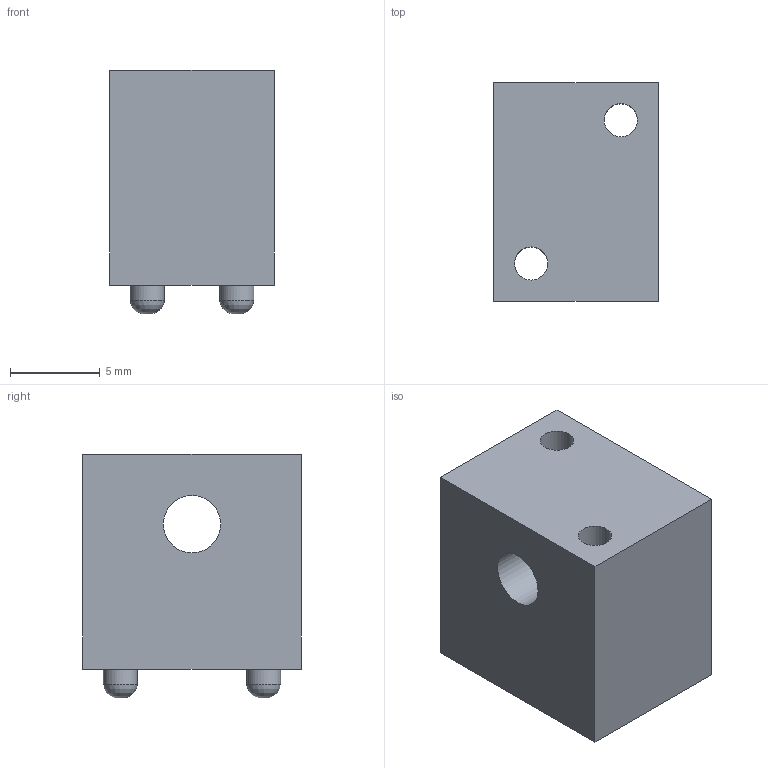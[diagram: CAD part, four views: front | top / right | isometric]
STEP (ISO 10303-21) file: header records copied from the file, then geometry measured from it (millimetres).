
FILE_DESCRIPTION(('Open CASCADE Model'),'2;1');
FILE_NAME('Open CASCADE Shape Model','2024-10-24T03:11:44',('Author'),( 'Open CASCADE'),'Open CASCADE STEP processor 7.7','Open CASCADE 7.7' ,'Unknown');
FILE_SCHEMA(('AUTOMOTIVE_DESIGN { 1 0 10303 214 1 1 1 1 }'));
Length unit declared in the file: millimetre
Products named in the file (1): COMPOUND
Bounding box: 9.2 x 12.2 x 13.6 mm (x, y, z)
Volume: 1216.2 mm3; surface area: 957.9 mm2
Topology: 1 solids, 1 shells, 15 faces, 31 edges, 20 vertices
Faces by surface type: plane 8, cylinder 5, revolution 2
Full cylindrical faces by diameter (mm): 1.85 x2, 1.9 x2, 3.2 x1
Entity records: 844 total; most frequent: CARTESIAN_POINT 153, DIRECTION 133, LINE 65, VECTOR 65, ORIENTED_EDGE 62, PCURVE 62, DEFINITIONAL_REPRESENTATION 62, EDGE_CURVE 31
